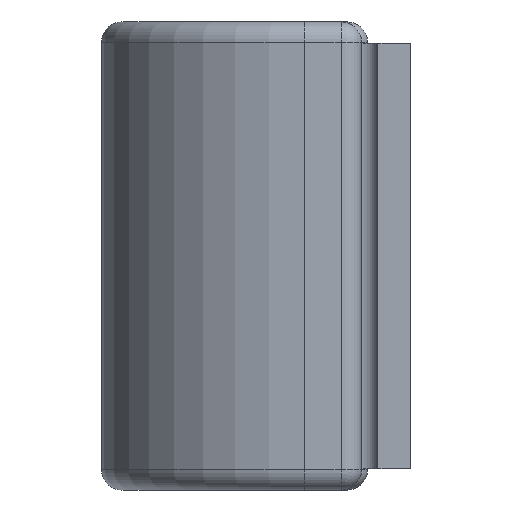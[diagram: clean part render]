
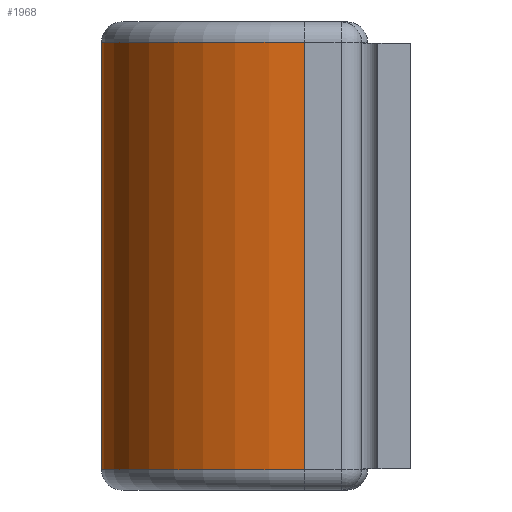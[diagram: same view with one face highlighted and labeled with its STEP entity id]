
A CAD part, left-side view. The second image highlights one B-rep face of the part: STEP entity #1968.
In plain terms, the highlighted cylindrical face has radius 7.569 mm (diameter 15.138 mm), a partial arc.
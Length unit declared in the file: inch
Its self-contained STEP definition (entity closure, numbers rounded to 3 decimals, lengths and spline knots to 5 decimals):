
#27 = EDGE_LOOP ( 'NONE', ( #1151, #1951, #537, #582 ) ) ;
#64 = DIRECTION ( 'NONE',  ( 0., 0., 1. ) ) ;
#177 = FACE_OUTER_BOUND ( 'NONE', #27, .T. ) ;
#249 = CARTESIAN_POINT ( 'NONE',  ( 1.172, 0.15625, -0.31375 ) ) ;
#359 = CYLINDRICAL_SURFACE ( 'NONE', #571, 0.298 ) ;
#382 = CARTESIAN_POINT ( 'NONE',  ( 0.874, 0.15625, 0.3125 ) ) ;
#417 = DIRECTION ( 'NONE',  ( 0., 0., 1. ) ) ;
#422 = CARTESIAN_POINT ( 'NONE',  ( 1.172, 0.15625, -0.31375 ) ) ;
#448 = VERTEX_POINT ( 'NONE', #1114 ) ;
#532 = CARTESIAN_POINT ( 'NONE',  ( 0.874, 0.15625, -0.31375 ) ) ;
#537 = ORIENTED_EDGE ( 'NONE', *, *, #542, .T. ) ;
#542 = EDGE_CURVE ( 'NONE', #448, #946, #1211, .T. ) ;
#571 = AXIS2_PLACEMENT_3D ( 'NONE', #382, #1153, #865 ) ;
#582 = ORIENTED_EDGE ( 'NONE', *, *, #1852, .F. ) ;
#607 = AXIS2_PLACEMENT_3D ( 'NONE', #532, #1599, #687 ) ;
#644 = CIRCLE ( 'NONE', #1280, 0.298 ) ;
#687 = DIRECTION ( 'NONE',  ( 1., 0., 0. ) ) ;
#814 = VERTEX_POINT ( 'NONE', #249 ) ;
#827 = VECTOR ( 'NONE', #417, 39.37008 ) ;
#844 = DIRECTION ( 'NONE',  ( 0., 0., 1. ) ) ;
#865 = DIRECTION ( 'NONE',  ( 1., 0., 0. ) ) ;
#896 = CARTESIAN_POINT ( 'NONE',  ( 0.576, 0.15625, 0.31375 ) ) ;
#940 = EDGE_CURVE ( 'NONE', #814, #1987, #1978, .T. ) ;
#946 = VERTEX_POINT ( 'NONE', #896 ) ;
#999 = CARTESIAN_POINT ( 'NONE',  ( 0.576, 0.15625, -0.31375 ) ) ;
#1058 = CIRCLE ( 'NONE', #607, 0.298 ) ;
#1114 = CARTESIAN_POINT ( 'NONE',  ( 0.576, 0.15625, -0.31375 ) ) ;
#1151 = ORIENTED_EDGE ( 'NONE', *, *, #940, .F. ) ;
#1153 = DIRECTION ( 'NONE',  ( 0., 0., 1. ) ) ;
#1174 = CARTESIAN_POINT ( 'NONE',  ( 1.172, 0.15625, 0.31375 ) ) ;
#1211 = LINE ( 'NONE', #999, #1965 ) ;
#1280 = AXIS2_PLACEMENT_3D ( 'NONE', #1743, #844, #1902 ) ;
#1360 = EDGE_CURVE ( 'NONE', #814, #448, #1058, .T. ) ;
#1599 = DIRECTION ( 'NONE',  ( 0., 0., 1. ) ) ;
#1743 = CARTESIAN_POINT ( 'NONE',  ( 0.874, 0.15625, 0.31375 ) ) ;
#1852 = EDGE_CURVE ( 'NONE', #1987, #946, #644, .T. ) ;
#1902 = DIRECTION ( 'NONE',  ( 1., 0., 0. ) ) ;
#1951 = ORIENTED_EDGE ( 'NONE', *, *, #1360, .T. ) ;
#1965 = VECTOR ( 'NONE', #64, 39.37008 ) ;
#1968 = ADVANCED_FACE ( 'NONE', ( #177 ), #359, .T. ) ;
#1978 = LINE ( 'NONE', #422, #827 ) ;
#1987 = VERTEX_POINT ( 'NONE', #1174 ) ;
